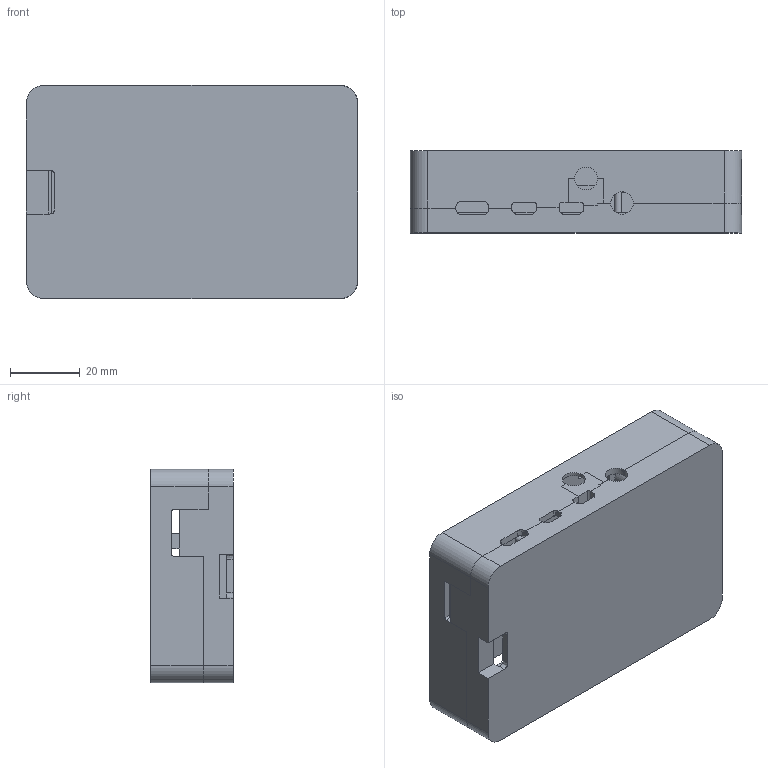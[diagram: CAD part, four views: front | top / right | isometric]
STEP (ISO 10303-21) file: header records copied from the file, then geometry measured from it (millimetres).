
FILE_DESCRIPTION (( 'STEP AP214' ), '1' );
FILE_NAME ('case raspberry pi f7 without boards step.STEP', '2020-11-09T18:58:31', ( '' ), ( '' ), 'SwSTEP 2.0', 'SolidWorks 2019', '' );
FILE_SCHEMA (( 'AUTOMOTIVE_DESIGN' ));
Length unit declared in the file: millimetre
Products named in the file (5): case raspberry pi f7 without boards step; Boss-Extrude6; case top; case bottom; Split2[2]
Assembly tree (3 placements, depth 2):
  case raspberry pi f7 without boards step
    Boss-Extrude6
    case top
    case bottom
  Split2[2]
Bounding box: 94.71 x 23.55 x 61 mm (x, y, z)
Volume: 36166.7 mm3; surface area: 40833.5 mm2
Topology: 3 solids, 3 shells, 566 faces, 1664 edges, 1104 vertices
Faces by surface type: plane 467, cylinder 87, bspline 6, torus 6
Entity records: 19076 total; most frequent: CARTESIAN_POINT 3660, ORIENTED_EDGE 3328, DIRECTION 2979, EDGE_CURVE 1664, LINE 1445, VECTOR 1445, VERTEX_POINT 1104, AXIS2_PLACEMENT_3D 767
